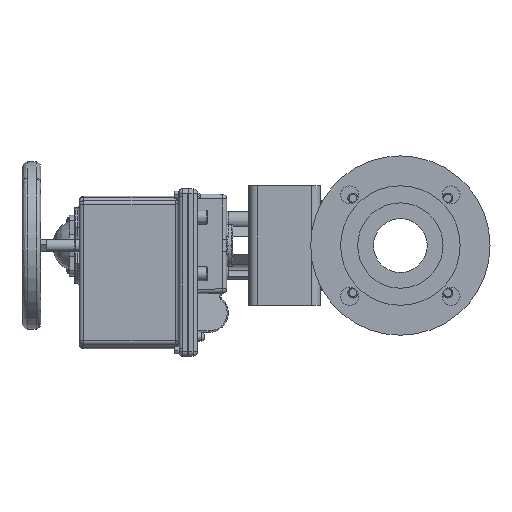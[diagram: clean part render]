
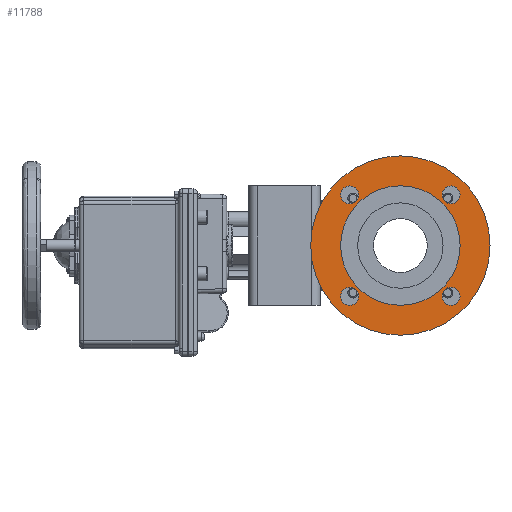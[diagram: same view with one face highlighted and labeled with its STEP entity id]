
A CAD part, left-side view. The second image highlights one B-rep face of the part: STEP entity #11788.
In plain terms, the highlighted planar face has unit normal (-1, 0, 0).
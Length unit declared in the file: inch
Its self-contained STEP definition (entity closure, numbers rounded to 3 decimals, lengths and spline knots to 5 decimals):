
#139 = FACE_BOUND ( 'NONE', #14540, .T. ) ;
#175 = AXIS2_PLACEMENT_3D ( 'NONE', #8225, #29618, #11314 ) ;
#253 = DIRECTION ( 'NONE',  ( -1., 0., 0. ) ) ;
#680 = VERTEX_POINT ( 'NONE', #22059 ) ;
#1090 = EDGE_LOOP ( 'NONE', ( #20986, #38320 ) ) ;
#1098 = FACE_BOUND ( 'NONE', #19552, .T. ) ;
#1910 = CARTESIAN_POINT ( 'NONE',  ( -3.9375, 0., -2.5 ) ) ;
#2636 = DIRECTION ( 'NONE',  ( -1., 0., 0. ) ) ;
#2670 = DIRECTION ( 'NONE',  ( -1., 0., 0. ) ) ;
#4157 = EDGE_CURVE ( 'NONE', #13288, #24399, #25649, .T. ) ;
#4159 = DIRECTION ( 'NONE',  ( -1., 0., 0. ) ) ;
#4282 = EDGE_CURVE ( 'NONE', #680, #6693, #6507, .T. ) ;
#4486 = CARTESIAN_POINT ( 'NONE',  ( -3.9375, 2.12132, -2.12132 ) ) ;
#4688 = PLANE ( 'NONE',  #20556 ) ;
#5820 = EDGE_CURVE ( 'NONE', #19073, #33769, #35139, .T. ) ;
#5933 = CIRCLE ( 'NONE', #28816, 2.5 ) ;
#6028 = AXIS2_PLACEMENT_3D ( 'NONE', #7048, #28421, #10116 ) ;
#6261 = AXIS2_PLACEMENT_3D ( 'NONE', #4486, #25868, #7558 ) ;
#6507 = CIRCLE ( 'NONE', #6776, 0.375 ) ;
#6693 = VERTEX_POINT ( 'NONE', #14663 ) ;
#6776 = AXIS2_PLACEMENT_3D ( 'NONE', #18583, #253, #21644 ) ;
#6798 = EDGE_CURVE ( 'NONE', #7039, #18500, #11406, .T. ) ;
#6839 = AXIS2_PLACEMENT_3D ( 'NONE', #12097, #33475, #15213 ) ;
#6873 = CARTESIAN_POINT ( 'NONE',  ( -3.9375, 2.12132, 1.74632 ) ) ;
#7039 = VERTEX_POINT ( 'NONE', #38021 ) ;
#7048 = CARTESIAN_POINT ( 'NONE',  ( -3.9375, 0., 0. ) ) ;
#7396 = EDGE_CURVE ( 'NONE', #25072, #27373, #16210, .T. ) ;
#7558 = DIRECTION ( 'NONE',  ( 0., 0., 1. ) ) ;
#8225 = CARTESIAN_POINT ( 'NONE',  ( -3.9375, 2.12132, 2.12132 ) ) ;
#8259 = FACE_OUTER_BOUND ( 'NONE', #32328, .T. ) ;
#8942 = EDGE_CURVE ( 'NONE', #6693, #680, #19446, .T. ) ;
#9227 = FACE_BOUND ( 'NONE', #1090, .T. ) ;
#10011 = CARTESIAN_POINT ( 'NONE',  ( -3.9375, 2.12132, 2.12132 ) ) ;
#10116 = DIRECTION ( 'NONE',  ( 0., 0., 1. ) ) ;
#10204 = EDGE_CURVE ( 'NONE', #24399, #13288, #23195, .T. ) ;
#10970 = CARTESIAN_POINT ( 'NONE',  ( -3.9375, 3.75, 0. ) ) ;
#11314 = DIRECTION ( 'NONE',  ( 0., 0., 1. ) ) ;
#11406 = CIRCLE ( 'NONE', #6839, 0.375 ) ;
#11788 = ADVANCED_FACE ( 'NONE', ( #16438, #9227, #1098, #24528, #8259, #139 ), #4688, .T. ) ;
#12048 = CARTESIAN_POINT ( 'NONE',  ( -3.9375, -2.12132, -1.74632 ) ) ;
#12097 = CARTESIAN_POINT ( 'NONE',  ( -3.9375, 2.12132, -2.12132 ) ) ;
#12458 = CARTESIAN_POINT ( 'NONE',  ( -3.9375, -2.12132, -2.12132 ) ) ;
#12608 = ORIENTED_EDGE ( 'NONE', *, *, #4282, .F. ) ;
#13085 = AXIS2_PLACEMENT_3D ( 'NONE', #22473, #4159, #25554 ) ;
#13134 = DIRECTION ( 'NONE',  ( 0., 0., 1. ) ) ;
#13288 = VERTEX_POINT ( 'NONE', #31997 ) ;
#13476 = ORIENTED_EDGE ( 'NONE', *, *, #10204, .F. ) ;
#14088 = DIRECTION ( 'NONE',  ( 0., 0., 1. ) ) ;
#14540 = EDGE_LOOP ( 'NONE', ( #20423, #27819 ) ) ;
#14663 = CARTESIAN_POINT ( 'NONE',  ( -3.9375, -2.12132, 1.74632 ) ) ;
#15109 = EDGE_CURVE ( 'NONE', #33855, #32767, #38784, .T. ) ;
#15213 = DIRECTION ( 'NONE',  ( 0., 0., 1. ) ) ;
#15311 = CIRCLE ( 'NONE', #175, 0.375 ) ;
#15468 = ORIENTED_EDGE ( 'NONE', *, *, #26151, .F. ) ;
#15559 = DIRECTION ( 'NONE',  ( 0., 0., 1. ) ) ;
#15848 = CIRCLE ( 'NONE', #6028, 3.75 ) ;
#16031 = AXIS2_PLACEMENT_3D ( 'NONE', #20963, #2636, #24025 ) ;
#16210 = CIRCLE ( 'NONE', #21726, 0.375 ) ;
#16438 = FACE_BOUND ( 'NONE', #35665, .T. ) ;
#16627 = EDGE_CURVE ( 'NONE', #33769, #19073, #15848, .T. ) ;
#16760 = CARTESIAN_POINT ( 'NONE',  ( -3.9375, 2.12132, -1.74632 ) ) ;
#17303 = CARTESIAN_POINT ( 'NONE',  ( -3.9375, 0., 0. ) ) ;
#17906 = CARTESIAN_POINT ( 'NONE',  ( -3.9375, 0., 0. ) ) ;
#18000 = ORIENTED_EDGE ( 'NONE', *, *, #6798, .F. ) ;
#18500 = VERTEX_POINT ( 'NONE', #16760 ) ;
#18583 = CARTESIAN_POINT ( 'NONE',  ( -3.9375, -2.12132, 2.12132 ) ) ;
#18646 = CARTESIAN_POINT ( 'NONE',  ( -3.9375, 0., -3.75 ) ) ;
#19073 = VERTEX_POINT ( 'NONE', #27487 ) ;
#19446 = CIRCLE ( 'NONE', #13085, 0.375 ) ;
#19552 = EDGE_LOOP ( 'NONE', ( #12608, #37192 ) ) ;
#19633 = CIRCLE ( 'NONE', #6261, 0.375 ) ;
#20372 = DIRECTION ( 'NONE',  ( 0., 0., 1. ) ) ;
#20423 = ORIENTED_EDGE ( 'NONE', *, *, #15109, .F. ) ;
#20493 = CARTESIAN_POINT ( 'NONE',  ( -3.9375, 2.12132, 2.49632 ) ) ;
#20556 = AXIS2_PLACEMENT_3D ( 'NONE', #10970, #32353, #14088 ) ;
#20963 = CARTESIAN_POINT ( 'NONE',  ( -3.9375, 0., 0. ) ) ;
#20968 = DIRECTION ( 'NONE',  ( 0., 0., 1. ) ) ;
#20986 = ORIENTED_EDGE ( 'NONE', *, *, #7396, .F. ) ;
#20996 = CARTESIAN_POINT ( 'NONE',  ( -3.9375, -2.12132, -2.12132 ) ) ;
#21163 = ORIENTED_EDGE ( 'NONE', *, *, #5820, .T. ) ;
#21644 = DIRECTION ( 'NONE',  ( 0., 0., 1. ) ) ;
#21726 = AXIS2_PLACEMENT_3D ( 'NONE', #10011, #31404, #13134 ) ;
#22059 = CARTESIAN_POINT ( 'NONE',  ( -3.9375, -2.12132, 2.49632 ) ) ;
#22473 = CARTESIAN_POINT ( 'NONE',  ( -3.9375, -2.12132, 2.12132 ) ) ;
#23195 = CIRCLE ( 'NONE', #30497, 0.375 ) ;
#23468 = AXIS2_PLACEMENT_3D ( 'NONE', #17906, #39279, #20968 ) ;
#23854 = EDGE_LOOP ( 'NONE', ( #13476, #30035 ) ) ;
#24025 = DIRECTION ( 'NONE',  ( 0., 0., 1. ) ) ;
#24060 = DIRECTION ( 'NONE',  ( 0., 0., 1. ) ) ;
#24399 = VERTEX_POINT ( 'NONE', #12048 ) ;
#24528 = FACE_BOUND ( 'NONE', #23854, .T. ) ;
#25072 = VERTEX_POINT ( 'NONE', #20493 ) ;
#25554 = DIRECTION ( 'NONE',  ( 0., 0., 1. ) ) ;
#25649 = CIRCLE ( 'NONE', #25994, 0.375 ) ;
#25868 = DIRECTION ( 'NONE',  ( -1., 0., 0. ) ) ;
#25994 = AXIS2_PLACEMENT_3D ( 'NONE', #20996, #2670, #24060 ) ;
#26151 = EDGE_CURVE ( 'NONE', #18500, #7039, #19633, .T. ) ;
#26978 = ORIENTED_EDGE ( 'NONE', *, *, #16627, .T. ) ;
#27373 = VERTEX_POINT ( 'NONE', #6873 ) ;
#27487 = CARTESIAN_POINT ( 'NONE',  ( -3.9375, 0., 3.75 ) ) ;
#27819 = ORIENTED_EDGE ( 'NONE', *, *, #32752, .F. ) ;
#28412 = EDGE_CURVE ( 'NONE', #27373, #25072, #15311, .T. ) ;
#28421 = DIRECTION ( 'NONE',  ( -1., 0., 0. ) ) ;
#28816 = AXIS2_PLACEMENT_3D ( 'NONE', #17303, #38687, #20372 ) ;
#29618 = DIRECTION ( 'NONE',  ( -1., 0., 0. ) ) ;
#30035 = ORIENTED_EDGE ( 'NONE', *, *, #4157, .F. ) ;
#30497 = AXIS2_PLACEMENT_3D ( 'NONE', #12458, #33835, #15559 ) ;
#31317 = CARTESIAN_POINT ( 'NONE',  ( -3.9375, 0., 2.5 ) ) ;
#31404 = DIRECTION ( 'NONE',  ( -1., 0., 0. ) ) ;
#31997 = CARTESIAN_POINT ( 'NONE',  ( -3.9375, -2.12132, -2.49632 ) ) ;
#32328 = EDGE_LOOP ( 'NONE', ( #21163, #26978 ) ) ;
#32353 = DIRECTION ( 'NONE',  ( -1., 0., 0. ) ) ;
#32752 = EDGE_CURVE ( 'NONE', #32767, #33855, #5933, .T. ) ;
#32767 = VERTEX_POINT ( 'NONE', #1910 ) ;
#33475 = DIRECTION ( 'NONE',  ( -1., 0., 0. ) ) ;
#33769 = VERTEX_POINT ( 'NONE', #18646 ) ;
#33835 = DIRECTION ( 'NONE',  ( -1., 0., 0. ) ) ;
#33855 = VERTEX_POINT ( 'NONE', #31317 ) ;
#35139 = CIRCLE ( 'NONE', #23468, 3.75 ) ;
#35665 = EDGE_LOOP ( 'NONE', ( #15468, #18000 ) ) ;
#37192 = ORIENTED_EDGE ( 'NONE', *, *, #8942, .F. ) ;
#38021 = CARTESIAN_POINT ( 'NONE',  ( -3.9375, 2.12132, -2.49632 ) ) ;
#38320 = ORIENTED_EDGE ( 'NONE', *, *, #28412, .F. ) ;
#38687 = DIRECTION ( 'NONE',  ( -1., 0., 0. ) ) ;
#38784 = CIRCLE ( 'NONE', #16031, 2.5 ) ;
#39279 = DIRECTION ( 'NONE',  ( -1., 0., 0. ) ) ;
